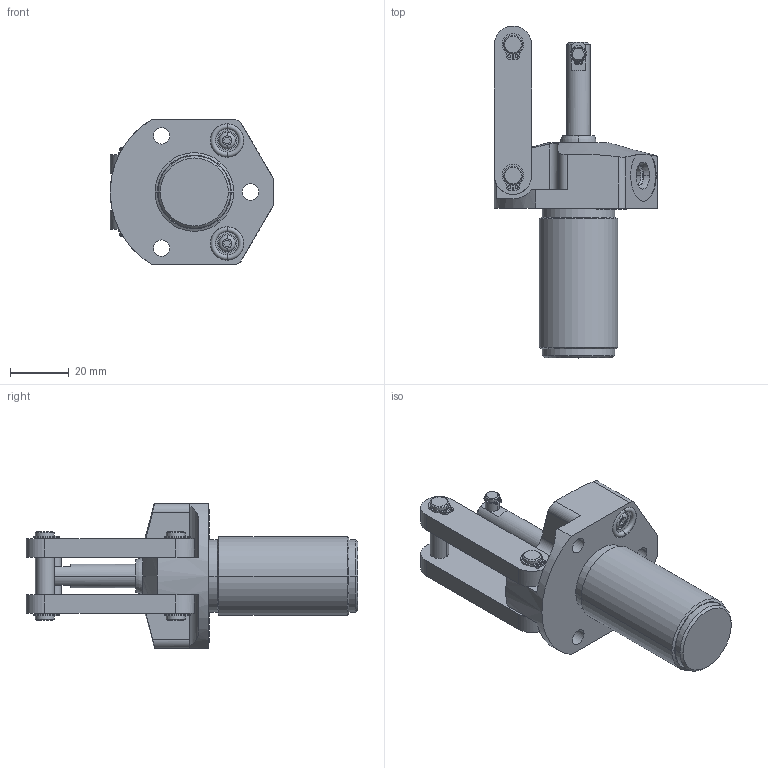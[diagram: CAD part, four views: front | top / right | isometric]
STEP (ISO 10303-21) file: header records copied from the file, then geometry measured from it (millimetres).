
FILE_DESCRIPTION((''),'2;1');
FILE_NAME('ILC16620400','2005-10-20T',('KR'),(''),'PRO/ENGINEER BY PARAMETRIC TECHNOLOGY CORPORATION, 2004290','PRO/ENGINEER BY PARAMETRIC TECHNOLOGY CORPORATION, 2004290','');
FILE_SCHEMA(('AUTOMOTIVE_DESIGN_CC2 { 1 2 10303 214 -1 1 5 2 }'));
Length unit declared in the file: inch
Products named in the file (1): ILC16620400
Bounding box: 55.55 x 112.7 x 49.2 mm (x, y, z)
Volume: 73904.7 mm3; surface area: 23637.3 mm2
Topology: 1 solids, 8 shells, 298 faces, 771 edges, 500 vertices
Faces by surface type: cylinder 129, plane 121, cone 38, torus 8, sphere 2
Entity records: 9555 total; most frequent: CARTESIAN_POINT 1848, DIRECTION 1682, ORIENTED_EDGE 1514, EDGE_CURVE 767, AXIS2_PLACEMENT_3D 654, VERTEX_POINT 500, VECTOR 374, LINE 374
